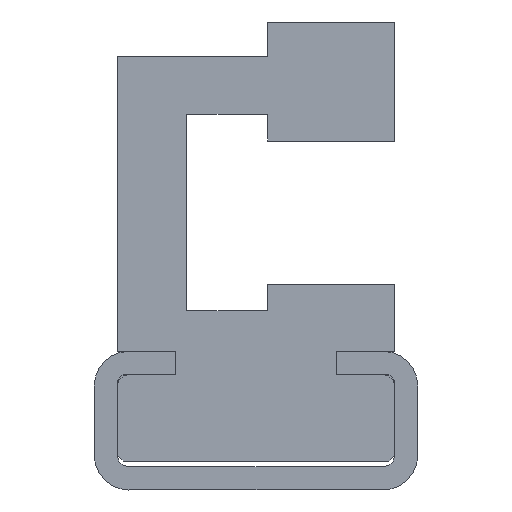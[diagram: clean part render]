
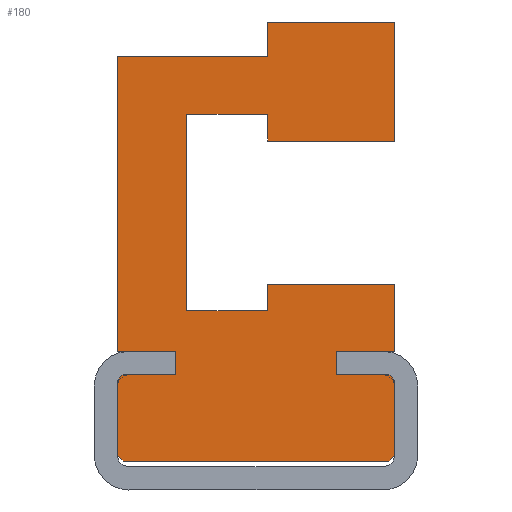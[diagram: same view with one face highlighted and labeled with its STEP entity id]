
A CAD part, front view. The second image highlights one B-rep face of the part: STEP entity #180.
In plain terms, the highlighted planar face has unit normal (0, -1, 0).
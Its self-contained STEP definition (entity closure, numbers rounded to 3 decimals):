
#180=ADVANCED_FACE('',(#347),#348,.T.);
#347=FACE_OUTER_BOUND('',#513,.T.);
#348=PLANE('',#514);
#513=EDGE_LOOP('',(#824,#825,#826,#827,#828,#829,#830,#831,#832,#833,#834,#835,#836,#837,#838,#839,#840,#841,#842,#843,#844,#845,#846,#847,#848,#849));
#514=AXIS2_PLACEMENT_3D('',#850,#851,#852);
#824=ORIENTED_EDGE('',*,*,#1065,.F.);
#825=ORIENTED_EDGE('',*,*,#1166,.F.);
#826=ORIENTED_EDGE('',*,*,#1162,.F.);
#827=ORIENTED_EDGE('',*,*,#1158,.F.);
#828=ORIENTED_EDGE('',*,*,#1154,.F.);
#829=ORIENTED_EDGE('',*,*,#1150,.F.);
#830=ORIENTED_EDGE('',*,*,#1146,.F.);
#831=ORIENTED_EDGE('',*,*,#1142,.F.);
#832=ORIENTED_EDGE('',*,*,#1138,.F.);
#833=ORIENTED_EDGE('',*,*,#1134,.F.);
#834=ORIENTED_EDGE('',*,*,#1130,.F.);
#835=ORIENTED_EDGE('',*,*,#1126,.F.);
#836=ORIENTED_EDGE('',*,*,#1122,.F.);
#837=ORIENTED_EDGE('',*,*,#1118,.F.);
#838=ORIENTED_EDGE('',*,*,#1114,.F.);
#839=ORIENTED_EDGE('',*,*,#1110,.F.);
#840=ORIENTED_EDGE('',*,*,#1106,.F.);
#841=ORIENTED_EDGE('',*,*,#1102,.F.);
#842=ORIENTED_EDGE('',*,*,#1098,.F.);
#843=ORIENTED_EDGE('',*,*,#1094,.F.);
#844=ORIENTED_EDGE('',*,*,#1090,.F.);
#845=ORIENTED_EDGE('',*,*,#1086,.F.);
#846=ORIENTED_EDGE('',*,*,#1082,.F.);
#847=ORIENTED_EDGE('',*,*,#1078,.F.);
#848=ORIENTED_EDGE('',*,*,#1074,.F.);
#849=ORIENTED_EDGE('',*,*,#1070,.F.);
#850=CARTESIAN_POINT('',(-0.528,0.0,20.872));
#851=DIRECTION('',(0.0,-1.0,0.0));
#852=DIRECTION('',(1.0,0.0,0.0));
#1065=EDGE_CURVE('',#1255,#1256,#1257,.T.);
#1070=EDGE_CURVE('',#1256,#1264,#1265,.T.);
#1074=EDGE_CURVE('',#1264,#1270,#1271,.T.);
#1078=EDGE_CURVE('',#1270,#1276,#1277,.T.);
#1082=EDGE_CURVE('',#1276,#1282,#1283,.T.);
#1086=EDGE_CURVE('',#1282,#1288,#1289,.T.);
#1090=EDGE_CURVE('',#1288,#1294,#1295,.T.);
#1094=EDGE_CURVE('',#1294,#1300,#1301,.T.);
#1098=EDGE_CURVE('',#1300,#1306,#1307,.T.);
#1102=EDGE_CURVE('',#1306,#1312,#1313,.T.);
#1106=EDGE_CURVE('',#1312,#1318,#1319,.T.);
#1110=EDGE_CURVE('',#1318,#1324,#1325,.T.);
#1114=EDGE_CURVE('',#1324,#1330,#1331,.T.);
#1118=EDGE_CURVE('',#1330,#1336,#1337,.T.);
#1122=EDGE_CURVE('',#1336,#1342,#1343,.T.);
#1126=EDGE_CURVE('',#1342,#1348,#1349,.T.);
#1130=EDGE_CURVE('',#1348,#1354,#1355,.T.);
#1134=EDGE_CURVE('',#1354,#1360,#1361,.T.);
#1138=EDGE_CURVE('',#1360,#1366,#1367,.T.);
#1142=EDGE_CURVE('',#1366,#1372,#1373,.T.);
#1146=EDGE_CURVE('',#1372,#1378,#1379,.T.);
#1150=EDGE_CURVE('',#1378,#1384,#1385,.T.);
#1154=EDGE_CURVE('',#1384,#1390,#1391,.T.);
#1158=EDGE_CURVE('',#1390,#1396,#1397,.T.);
#1162=EDGE_CURVE('',#1396,#1402,#1403,.T.);
#1166=EDGE_CURVE('',#1402,#1255,#1408,.T.);
#1255=VERTEX_POINT('',#1537);
#1256=VERTEX_POINT('',#1538);
#1257=LINE('',#1539,#1540);
#1264=VERTEX_POINT('',#1550);
#1265=LINE('',#1551,#1552);
#1270=VERTEX_POINT('',#1559);
#1271=LINE('',#1560,#1561);
#1276=VERTEX_POINT('',#1568);
#1277=LINE('',#1569,#1570);
#1282=VERTEX_POINT('',#1577);
#1283=LINE('',#1578,#1579);
#1288=VERTEX_POINT('',#1586);
#1289=LINE('',#1587,#1588);
#1294=VERTEX_POINT('',#1595);
#1295=LINE('',#1596,#1597);
#1300=VERTEX_POINT('',#1604);
#1301=LINE('',#1605,#1606);
#1306=VERTEX_POINT('',#1613);
#1307=LINE('',#1614,#1615);
#1312=VERTEX_POINT('',#1622);
#1313=LINE('',#1623,#1624);
#1318=VERTEX_POINT('',#1631);
#1319=LINE('',#1632,#1633);
#1324=VERTEX_POINT('',#1640);
#1325=LINE('',#1641,#1642);
#1330=VERTEX_POINT('',#1649);
#1331=LINE('',#1650,#1651);
#1336=VERTEX_POINT('',#1658);
#1337=LINE('',#1659,#1660);
#1342=VERTEX_POINT('',#1667);
#1343=LINE('',#1668,#1669);
#1348=VERTEX_POINT('',#1676);
#1349=LINE('',#1677,#1678);
#1354=VERTEX_POINT('',#1685);
#1355=LINE('',#1686,#1687);
#1360=VERTEX_POINT('',#1694);
#1361=LINE('',#1695,#1696);
#1366=VERTEX_POINT('',#1703);
#1367=LINE('',#1704,#1705);
#1372=VERTEX_POINT('',#1712);
#1373=LINE('',#1713,#1714);
#1378=VERTEX_POINT('',#1721);
#1379=LINE('',#1722,#1723);
#1384=VERTEX_POINT('',#1730);
#1385=LINE('',#1731,#1732);
#1390=VERTEX_POINT('',#1739);
#1391=LINE('',#1740,#1741);
#1396=VERTEX_POINT('',#1748);
#1397=LINE('',#1749,#1750);
#1402=VERTEX_POINT('',#1757);
#1403=LINE('',#1758,#1759);
#1408=LINE('',#1766,#1767);
#1537=CARTESIAN_POINT('',(11.5,0.0,2.5));
#1538=CARTESIAN_POINT('',(-11.5,0.0,2.5));
#1539=CARTESIAN_POINT('',(-11.5,0.0,2.5));
#1540=VECTOR('',#1940,1.0);
#1550=CARTESIAN_POINT('',(-12.0,0.0,3.0));
#1551=CARTESIAN_POINT('',(-12.0,0.0,3.0));
#1552=VECTOR('',#1944,1.0);
#1559=CARTESIAN_POINT('',(-12.0,0.0,9.5));
#1560=CARTESIAN_POINT('',(-12.0,0.0,9.5));
#1561=VECTOR('',#1947,1.0);
#1568=CARTESIAN_POINT('',(-11.5,0.0,10.0));
#1569=CARTESIAN_POINT('',(-11.5,0.0,10.0));
#1570=VECTOR('',#1950,1.0);
#1577=CARTESIAN_POINT('',(-7.0,0.0,10.0));
#1578=CARTESIAN_POINT('',(-7.0,0.0,10.0));
#1579=VECTOR('',#1953,1.0);
#1586=CARTESIAN_POINT('',(-7.0,0.0,12.0));
#1587=CARTESIAN_POINT('',(-7.0,0.0,12.0));
#1588=VECTOR('',#1956,1.0);
#1595=CARTESIAN_POINT('',(-12.0,0.0,12.0));
#1596=CARTESIAN_POINT('',(-12.0,0.0,12.0));
#1597=VECTOR('',#1959,1.0);
#1604=CARTESIAN_POINT('',(-12.0,0.0,37.5));
#1605=CARTESIAN_POINT('',(-12.0,0.0,37.5));
#1606=VECTOR('',#1962,1.0);
#1613=CARTESIAN_POINT('',(1.0,0.0,37.5));
#1614=CARTESIAN_POINT('',(1.0,0.0,37.5));
#1615=VECTOR('',#1965,1.0);
#1622=CARTESIAN_POINT('',(1.0,0.0,40.5));
#1623=CARTESIAN_POINT('',(1.0,0.0,40.5));
#1624=VECTOR('',#1968,1.0);
#1631=CARTESIAN_POINT('',(12.0,0.0,40.5));
#1632=CARTESIAN_POINT('',(12.0,0.0,40.5));
#1633=VECTOR('',#1971,1.0);
#1640=CARTESIAN_POINT('',(12.0,0.0,30.2));
#1641=CARTESIAN_POINT('',(12.0,0.0,30.2));
#1642=VECTOR('',#1974,1.0);
#1649=CARTESIAN_POINT('',(1.0,0.0,30.2));
#1650=CARTESIAN_POINT('',(1.0,0.0,30.2));
#1651=VECTOR('',#1977,1.0);
#1658=CARTESIAN_POINT('',(1.0,0.0,32.5));
#1659=CARTESIAN_POINT('',(1.0,0.0,32.5));
#1660=VECTOR('',#1980,1.0);
#1667=CARTESIAN_POINT('',(-6.0,0.0,32.5));
#1668=CARTESIAN_POINT('',(-6.0,0.0,32.5));
#1669=VECTOR('',#1983,1.0);
#1676=CARTESIAN_POINT('',(-6.0,0.0,15.5));
#1677=CARTESIAN_POINT('',(-6.0,0.0,15.5));
#1678=VECTOR('',#1986,1.0);
#1685=CARTESIAN_POINT('',(1.0,0.0,15.5));
#1686=CARTESIAN_POINT('',(1.0,0.0,15.5));
#1687=VECTOR('',#1989,1.0);
#1694=CARTESIAN_POINT('',(1.0,0.0,17.8));
#1695=CARTESIAN_POINT('',(1.0,0.0,17.8));
#1696=VECTOR('',#1992,1.0);
#1703=CARTESIAN_POINT('',(12.0,0.0,17.8));
#1704=CARTESIAN_POINT('',(12.0,0.0,17.8));
#1705=VECTOR('',#1995,1.0);
#1712=CARTESIAN_POINT('',(12.0,0.0,12.0));
#1713=CARTESIAN_POINT('',(12.0,0.0,12.0));
#1714=VECTOR('',#1998,1.0);
#1721=CARTESIAN_POINT('',(7.0,0.0,12.0));
#1722=CARTESIAN_POINT('',(7.0,0.0,12.0));
#1723=VECTOR('',#2001,1.0);
#1730=CARTESIAN_POINT('',(7.0,0.0,10.0));
#1731=CARTESIAN_POINT('',(7.0,0.0,10.0));
#1732=VECTOR('',#2004,1.0);
#1739=CARTESIAN_POINT('',(11.5,0.0,10.0));
#1740=CARTESIAN_POINT('',(11.5,0.0,10.0));
#1741=VECTOR('',#2007,1.0);
#1748=CARTESIAN_POINT('',(12.0,0.0,9.5));
#1749=CARTESIAN_POINT('',(12.0,0.0,9.5));
#1750=VECTOR('',#2010,1.0);
#1757=CARTESIAN_POINT('',(12.0,0.0,3.0));
#1758=CARTESIAN_POINT('',(12.0,0.0,3.0));
#1759=VECTOR('',#2013,1.0);
#1766=CARTESIAN_POINT('',(11.5,0.0,2.5));
#1767=VECTOR('',#2016,1.0);
#1940=DIRECTION('',(-1.0,0.0,-0.0));
#1944=DIRECTION('',(-0.707,0.0,0.707));
#1947=DIRECTION('',(0.0,0.0,1.0));
#1950=DIRECTION('',(0.707,0.0,0.707));
#1953=DIRECTION('',(1.0,0.0,0.0));
#1956=DIRECTION('',(0.0,0.0,1.0));
#1959=DIRECTION('',(-1.0,0.0,-0.0));
#1962=DIRECTION('',(0.0,0.0,1.0));
#1965=DIRECTION('',(1.0,0.0,0.0));
#1968=DIRECTION('',(0.0,0.0,1.0));
#1971=DIRECTION('',(1.0,0.0,0.0));
#1974=DIRECTION('',(-0.0,0.0,-1.0));
#1977=DIRECTION('',(-1.0,0.0,-0.0));
#1980=DIRECTION('',(0.0,0.0,1.0));
#1983=DIRECTION('',(-1.0,0.0,-0.0));
#1986=DIRECTION('',(-0.0,0.0,-1.0));
#1989=DIRECTION('',(1.0,0.0,0.0));
#1992=DIRECTION('',(0.0,0.0,1.0));
#1995=DIRECTION('',(1.0,0.0,0.0));
#1998=DIRECTION('',(-0.0,0.0,-1.0));
#2001=DIRECTION('',(-1.0,0.0,-0.0));
#2004=DIRECTION('',(-0.0,0.0,-1.0));
#2007=DIRECTION('',(1.0,0.0,0.0));
#2010=DIRECTION('',(0.707,0.0,-0.707));
#2013=DIRECTION('',(-0.0,0.0,-1.0));
#2016=DIRECTION('',(-0.707,0.0,-0.707));
